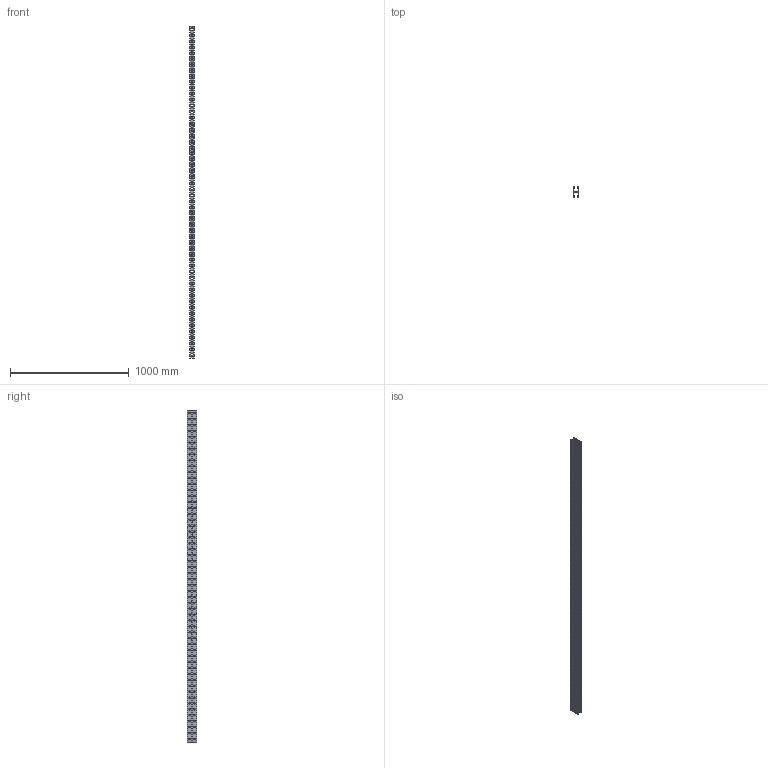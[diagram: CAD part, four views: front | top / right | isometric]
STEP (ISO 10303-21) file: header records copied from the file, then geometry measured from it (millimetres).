
FILE_DESCRIPTION (( 'STEP AP203' ), '1' );
FILE_NAME ('Äâîéíîé STRUT-ïðîôèëü_h41-L2800.step', '2022-01-24T13:28:52', ( '' ), ( '' ), 'SwSTEP 2.0', 'SolidWorks 2017', '' );
FILE_SCHEMA (( 'CONFIG_CONTROL_DESIGN' ));
Length unit declared in the file: millimetre
Products named in the file (2): Äâîéíîé STRUT-ïðîôèëü_h41-L2800; STRUT-镳铘桦黖h41-2800
Assembly tree (2 placements, depth 2):
  Äâîéíîé STRUT-ïðîôèëü_h41-L2800
    STRUT-镳铘桦黖h41-2800  x2
Bounding box: 41 x 82 x 2800 mm (x, y, z)
Volume: 1105242.4 mm3; surface area: 1532561.3 mm2
Topology: 2 solids, 2 shells, 4640 faces, 13860 edges, 9224 vertices
Faces by surface type: plane 3956, cylinder 684
Entity records: 77886 total; most frequent: CARTESIAN_POINT 13867, ORIENTED_EDGE 13860, DIRECTION 12264, EDGE_CURVE 6930, LINE 6246, VECTOR 6246, VERTEX_POINT 4612, AXIS2_PLACEMENT_3D 3009
